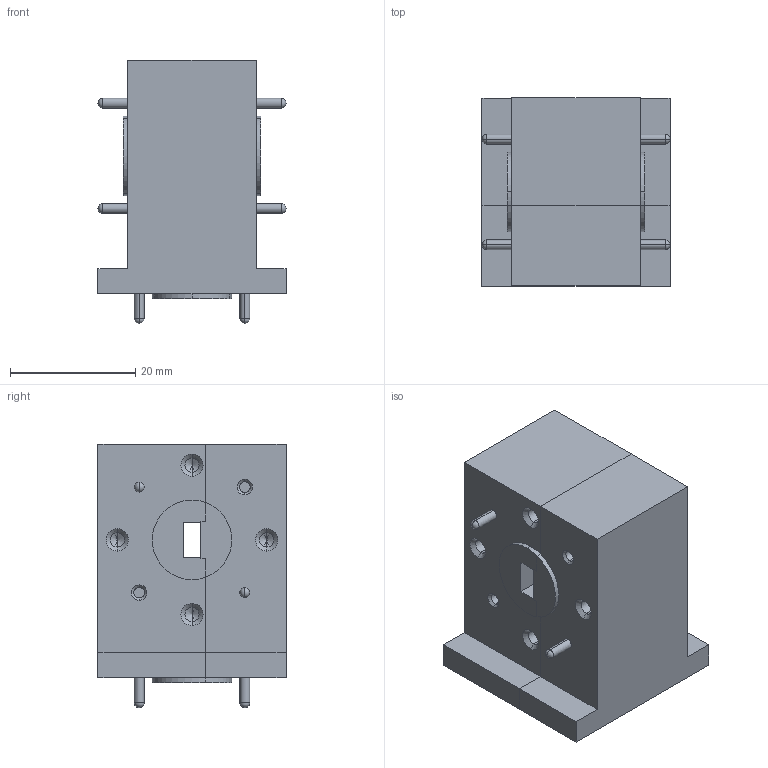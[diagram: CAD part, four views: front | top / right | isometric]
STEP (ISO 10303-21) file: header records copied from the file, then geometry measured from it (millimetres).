
FILE_DESCRIPTION (( 'STEP AP214' ), '1' );
FILE_NAME ('FM-W22CR002_3D.step', '2023-03-08T20:48:38', ( '' ), ( '' ), 'SwSTEP 2.0', 'SolidWorks 2022', '' );
FILE_SCHEMA (( 'AUTOMOTIVE_DESIGN' ));
Length unit declared in the file: inch
Products named in the file (1): FM-W22CR002_3D
Bounding box: 30 x 30 x 42 mm (x, y, z)
Volume: 23278.3 mm3; surface area: 7663.7 mm2
Topology: 1 solids, 1 shells, 393 faces, 992 edges, 616 vertices
Faces by surface type: plane 206, cylinder 97, cone 60, torus 30
Entity records: 12036 total; most frequent: CARTESIAN_POINT 2302, DIRECTION 1978, ORIENTED_EDGE 1936, EDGE_CURVE 968, AXIS2_PLACEMENT_3D 724, VERTEX_POINT 616, LINE 530, VECTOR 530
